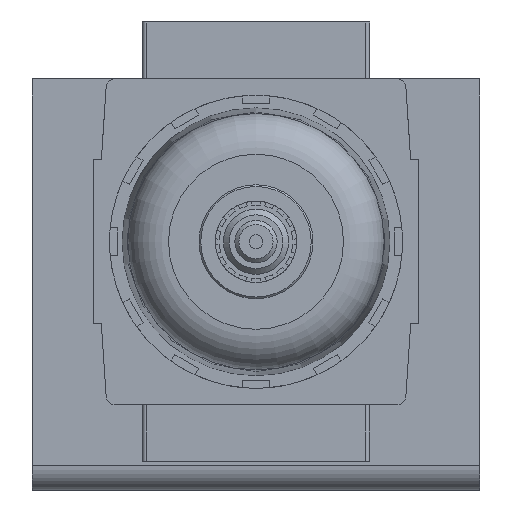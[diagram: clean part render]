
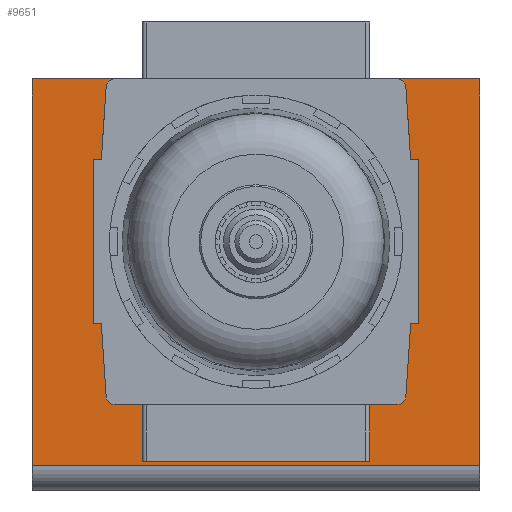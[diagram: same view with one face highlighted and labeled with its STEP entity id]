
A CAD part, front view. The second image highlights one B-rep face of the part: STEP entity #9651.
In plain terms, the highlighted planar face has unit normal (0, -1, 0).
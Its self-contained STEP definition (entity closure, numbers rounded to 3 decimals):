
#263=CIRCLE('',#10147,3.);
#266=CIRCLE('',#10154,3.);
#269=CIRCLE('',#10161,3.);
#272=CIRCLE('',#10168,3.);
#1830=ORIENTED_EDGE('',*,*,#3026,.T.);
#1831=ORIENTED_EDGE('',*,*,#2386,.T.);
#1832=ORIENTED_EDGE('',*,*,#3083,.T.);
#1833=ORIENTED_EDGE('',*,*,#3084,.F.);
#1834=ORIENTED_EDGE('',*,*,#3085,.F.);
#1835=ORIENTED_EDGE('',*,*,#2382,.T.);
#1836=ORIENTED_EDGE('',*,*,#3029,.T.);
#1837=ORIENTED_EDGE('',*,*,#3032,.F.);
#1838=ORIENTED_EDGE('',*,*,#3035,.T.);
#1839=ORIENTED_EDGE('',*,*,#2365,.T.);
#1840=ORIENTED_EDGE('',*,*,#2545,.T.);
#1841=ORIENTED_EDGE('',*,*,#2546,.T.);
#1842=ORIENTED_EDGE('',*,*,#2550,.T.);
#1843=ORIENTED_EDGE('',*,*,#2400,.T.);
#1844=ORIENTED_EDGE('',*,*,#3040,.T.);
#1845=ORIENTED_EDGE('',*,*,#3041,.F.);
#1846=ORIENTED_EDGE('',*,*,#3044,.T.);
#1847=ORIENTED_EDGE('',*,*,#2421,.T.);
#1848=ORIENTED_EDGE('',*,*,#3053,.T.);
#1849=ORIENTED_EDGE('',*,*,#3050,.F.);
#1850=ORIENTED_EDGE('',*,*,#3047,.T.);
#1851=ORIENTED_EDGE('',*,*,#2433,.T.);
#1852=ORIENTED_EDGE('',*,*,#2497,.T.);
#1853=ORIENTED_EDGE('',*,*,#2501,.T.);
#1854=ORIENTED_EDGE('',*,*,#2509,.T.);
#1855=ORIENTED_EDGE('',*,*,#2344,.T.);
#1856=ORIENTED_EDGE('',*,*,#3022,.T.);
#1857=ORIENTED_EDGE('',*,*,#3023,.F.);
#2344=EDGE_CURVE('',#3319,#3318,#3978,.T.);
#2365=EDGE_CURVE('',#3338,#3339,#3991,.T.);
#2382=EDGE_CURVE('',#3354,#3353,#4004,.T.);
#2386=EDGE_CURVE('',#3358,#3357,#4008,.T.);
#2400=EDGE_CURVE('',#3370,#3369,#4022,.T.);
#2421=EDGE_CURVE('',#3390,#3389,#4039,.T.);
#2433=EDGE_CURVE('',#3400,#3401,#4051,.T.);
#2497=EDGE_CURVE('',#3401,#3462,#4102,.T.);
#2501=EDGE_CURVE('',#3462,#3465,#4106,.T.);
#2509=EDGE_CURVE('',#3465,#3319,#4113,.T.);
#2545=EDGE_CURVE('',#3339,#3492,#4148,.T.);
#2546=EDGE_CURVE('',#3492,#3493,#4149,.T.);
#2550=EDGE_CURVE('',#3493,#3370,#4153,.T.);
#3022=EDGE_CURVE('',#3318,#3779,#4530,.T.);
#3023=EDGE_CURVE('',#3780,#3779,#263,.T.);
#3026=EDGE_CURVE('',#3780,#3358,#4532,.T.);
#3029=EDGE_CURVE('',#3353,#3783,#4534,.T.);
#3032=EDGE_CURVE('',#3785,#3783,#266,.T.);
#3035=EDGE_CURVE('',#3785,#3338,#4538,.T.);
#3040=EDGE_CURVE('',#3369,#3789,#4542,.T.);
#3041=EDGE_CURVE('',#3790,#3789,#269,.T.);
#3044=EDGE_CURVE('',#3790,#3390,#4544,.T.);
#3047=EDGE_CURVE('',#3793,#3400,#4546,.T.);
#3050=EDGE_CURVE('',#3793,#3795,#272,.T.);
#3053=EDGE_CURVE('',#3389,#3795,#4550,.T.);
#3083=EDGE_CURVE('',#3357,#3824,#4563,.T.);
#3084=EDGE_CURVE('',#3825,#3824,#4564,.T.);
#3085=EDGE_CURVE('',#3354,#3825,#4565,.T.);
#3318=VERTEX_POINT('',#12247);
#3319=VERTEX_POINT('',#12249);
#3338=VERTEX_POINT('',#12294);
#3339=VERTEX_POINT('',#12295);
#3353=VERTEX_POINT('',#12326);
#3354=VERTEX_POINT('',#12328);
#3357=VERTEX_POINT('',#12334);
#3358=VERTEX_POINT('',#12336);
#3369=VERTEX_POINT('',#12361);
#3370=VERTEX_POINT('',#12363);
#3389=VERTEX_POINT('',#12403);
#3390=VERTEX_POINT('',#12405);
#3400=VERTEX_POINT('',#12428);
#3401=VERTEX_POINT('',#12429);
#3462=VERTEX_POINT('',#12555);
#3465=VERTEX_POINT('',#12565);
#3492=VERTEX_POINT('',#12648);
#3493=VERTEX_POINT('',#12652);
#3779=VERTEX_POINT('',#13655);
#3780=VERTEX_POINT('',#13659);
#3783=VERTEX_POINT('',#13671);
#3785=VERTEX_POINT('',#13677);
#3789=VERTEX_POINT('',#13691);
#3790=VERTEX_POINT('',#13695);
#3793=VERTEX_POINT('',#13707);
#3795=VERTEX_POINT('',#13713);
#3824=VERTEX_POINT('',#13791);
#3825=VERTEX_POINT('',#13793);
#3978=LINE('',#12248,#4673);
#3991=LINE('',#12293,#4686);
#4004=LINE('',#12327,#4699);
#4008=LINE('',#12335,#4703);
#4022=LINE('',#12362,#4717);
#4039=LINE('',#12404,#4734);
#4051=LINE('',#12427,#4746);
#4102=LINE('',#12556,#4797);
#4106=LINE('',#12564,#4801);
#4113=LINE('',#12579,#4808);
#4148=LINE('',#12649,#4843);
#4149=LINE('',#12651,#4844);
#4153=LINE('',#12658,#4848);
#4530=LINE('',#13656,#5225);
#4532=LINE('',#13664,#5227);
#4534=LINE('',#13670,#5229);
#4538=LINE('',#13682,#5233);
#4542=LINE('',#13692,#5237);
#4544=LINE('',#13700,#5239);
#4546=LINE('',#13706,#5241);
#4550=LINE('',#13718,#5245);
#4563=LINE('',#13790,#5258);
#4564=LINE('',#13792,#5259);
#4565=LINE('',#13794,#5260);
#4673=VECTOR('',#10354,1000.);
#4686=VECTOR('',#10393,1000.);
#4699=VECTOR('',#10416,1000.);
#4703=VECTOR('',#10420,1000.);
#4717=VECTOR('',#10436,1000.);
#4734=VECTOR('',#10463,1000.);
#4746=VECTOR('',#10477,1000.);
#4797=VECTOR('',#10558,1000.);
#4801=VECTOR('',#10566,1000.);
#4808=VECTOR('',#10579,1000.);
#4843=VECTOR('',#10638,1000.);
#4844=VECTOR('',#10641,1000.);
#4848=VECTOR('',#10647,1000.);
#5225=VECTOR('',#11696,1000.);
#5227=VECTOR('',#11706,1000.);
#5229=VECTOR('',#11714,1000.);
#5233=VECTOR('',#11726,1000.);
#5237=VECTOR('',#11736,1000.);
#5239=VECTOR('',#11746,1000.);
#5241=VECTOR('',#11754,1000.);
#5245=VECTOR('',#11766,1000.);
#5258=VECTOR('',#11843,1000.);
#5259=VECTOR('',#11844,1000.);
#5260=VECTOR('',#11845,1000.);
#5729=EDGE_LOOP('',(#1830,#1831,#1832,#1833,#1834,#1835,#1836,#1837,#1838,
#1839,#1840,#1841,#1842,#1843,#1844,#1845,#1846,#1847,#1848,#1849,#1850,
#1851,#1852,#1853,#1854,#1855,#1856,#1857));
#6201=FACE_BOUND('',#5729,.T.);
#6557=PLANE('',#10202);
#9651=ADVANCED_FACE('',(#6201),#6557,.F.);
#10147=AXIS2_PLACEMENT_3D('',#13658,#11699,#11700);
#10154=AXIS2_PLACEMENT_3D('',#13676,#11719,#11720);
#10161=AXIS2_PLACEMENT_3D('',#13694,#11739,#11740);
#10168=AXIS2_PLACEMENT_3D('',#13712,#11759,#11760);
#10202=AXIS2_PLACEMENT_3D('',#13789,#11841,#11842);
#10354=DIRECTION('',(0.066,0.,0.998));
#10393=DIRECTION('',(0.066,0.,-0.998));
#10416=DIRECTION('',(-1.,0.,0.));
#10420=DIRECTION('',(-1.,0.,0.));
#10436=DIRECTION('',(-0.066,0.,-0.998));
#10463=DIRECTION('',(-1.,0.,0.));
#10477=DIRECTION('',(-0.066,0.,0.998));
#10558=DIRECTION('',(-1.,0.,0.));
#10566=DIRECTION('',(0.,0.,1.));
#10579=DIRECTION('',(1.,0.,0.));
#10638=DIRECTION('',(1.,0.,0.));
#10641=DIRECTION('',(0.,0.,-1.));
#10647=DIRECTION('',(-1.,0.,0.));
#11696=DIRECTION('',(1.,0.,0.));
#11699=DIRECTION('',(0.,1.,0.));
#11700=DIRECTION('',(1.,0.,0.));
#11706=DIRECTION('',(0.,0.,1.));
#11714=DIRECTION('',(0.,0.,-1.));
#11719=DIRECTION('',(0.,1.,0.));
#11720=DIRECTION('',(1.,0.,0.));
#11726=DIRECTION('',(1.,0.,0.));
#11736=DIRECTION('',(-1.,0.,0.));
#11739=DIRECTION('',(0.,1.,0.));
#11740=DIRECTION('',(1.,0.,0.));
#11746=DIRECTION('',(0.,0.,-1.));
#11754=DIRECTION('',(-1.,0.,0.));
#11759=DIRECTION('',(0.,1.,0.));
#11760=DIRECTION('',(1.,0.,0.));
#11766=DIRECTION('',(0.,0.,1.));
#11841=DIRECTION('',(0.,1.,0.));
#11842=DIRECTION('',(0.,0.,1.));
#11843=DIRECTION('',(0.,0.,-1.));
#11844=DIRECTION('',(-1.,0.,0.));
#11845=DIRECTION('',(0.,0.,-1.));
#12247=CARTESIAN_POINT('',(-18.808,-11.95,13.));
#12248=CARTESIAN_POINT('',(-19.,-11.95,10.1));
#12249=CARTESIAN_POINT('',(-19.,-11.95,10.1));
#12293=CARTESIAN_POINT('',(18.4,-11.95,19.174));
#12294=CARTESIAN_POINT('',(18.808,-11.95,13.));
#12295=CARTESIAN_POINT('',(19.,-11.95,10.1));
#12326=CARTESIAN_POINT('',(13.,-11.95,20.));
#12327=CARTESIAN_POINT('',(27.5,-11.95,20.));
#12328=CARTESIAN_POINT('',(27.5,-11.95,20.));
#12334=CARTESIAN_POINT('',(-27.5,-11.95,20.));
#12335=CARTESIAN_POINT('',(27.5,-11.95,20.));
#12336=CARTESIAN_POINT('',(-13.,-11.95,20.));
#12361=CARTESIAN_POINT('',(18.808,-11.95,-13.));
#12362=CARTESIAN_POINT('',(19.,-11.95,-10.1));
#12363=CARTESIAN_POINT('',(19.,-11.95,-10.1));
#12403=CARTESIAN_POINT('',(-13.,-11.95,-20.));
#12404=CARTESIAN_POINT('',(17.415,-11.95,-20.));
#12405=CARTESIAN_POINT('',(13.,-11.95,-20.));
#12427=CARTESIAN_POINT('',(-18.4,-11.95,-19.174));
#12428=CARTESIAN_POINT('',(-18.808,-11.95,-13.));
#12429=CARTESIAN_POINT('',(-19.,-11.95,-10.1));
#12555=CARTESIAN_POINT('',(-20.,-11.95,-10.1));
#12556=CARTESIAN_POINT('',(-19.,-11.95,-10.1));
#12564=CARTESIAN_POINT('',(-20.,-11.95,-10.1));
#12565=CARTESIAN_POINT('',(-20.,-11.95,10.1));
#12579=CARTESIAN_POINT('',(-20.,-11.95,10.1));
#12648=CARTESIAN_POINT('',(20.,-11.95,10.1));
#12649=CARTESIAN_POINT('',(19.,-11.95,10.1));
#12651=CARTESIAN_POINT('',(20.,-11.95,10.1));
#12652=CARTESIAN_POINT('',(20.,-11.95,-10.1));
#12658=CARTESIAN_POINT('',(20.,-11.95,-10.1));
#13655=CARTESIAN_POINT('',(-16.,-11.95,13.));
#13656=CARTESIAN_POINT('',(-17.415,-11.95,13.));
#13658=CARTESIAN_POINT('',(-16.,-11.95,16.));
#13659=CARTESIAN_POINT('',(-13.,-11.95,16.));
#13664=CARTESIAN_POINT('',(-13.,-11.95,16.));
#13670=CARTESIAN_POINT('',(13.,-11.95,20.));
#13671=CARTESIAN_POINT('',(13.,-11.95,16.));
#13676=CARTESIAN_POINT('',(16.,-11.95,16.));
#13677=CARTESIAN_POINT('',(16.,-11.95,13.));
#13682=CARTESIAN_POINT('',(16.,-11.95,13.));
#13691=CARTESIAN_POINT('',(16.,-11.95,-13.));
#13692=CARTESIAN_POINT('',(-17.415,-11.95,-13.));
#13694=CARTESIAN_POINT('',(16.,-11.95,-16.));
#13695=CARTESIAN_POINT('',(13.,-11.95,-16.));
#13700=CARTESIAN_POINT('',(13.,-11.95,-16.));
#13706=CARTESIAN_POINT('',(-16.,-11.95,-13.));
#13707=CARTESIAN_POINT('',(-16.,-11.95,-13.));
#13712=CARTESIAN_POINT('',(-16.,-11.95,-16.));
#13713=CARTESIAN_POINT('',(-13.,-11.95,-16.));
#13718=CARTESIAN_POINT('',(-13.,-11.95,-20.));
#13789=CARTESIAN_POINT('',(27.5,-11.95,20.));
#13790=CARTESIAN_POINT('',(-27.5,-11.95,20.));
#13791=CARTESIAN_POINT('',(-27.5,-11.95,-27.5));
#13792=CARTESIAN_POINT('',(27.5,-11.95,-27.5));
#13793=CARTESIAN_POINT('',(27.5,-11.95,-27.5));
#13794=CARTESIAN_POINT('',(27.5,-11.95,20.));
